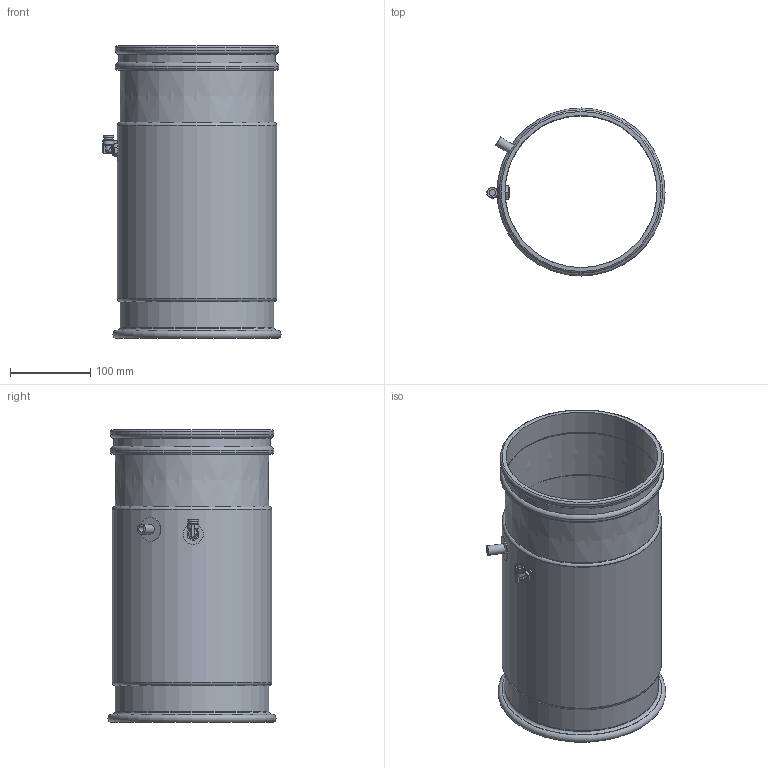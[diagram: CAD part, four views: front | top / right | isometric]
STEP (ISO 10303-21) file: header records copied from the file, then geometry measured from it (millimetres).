
FILE_DESCRIPTION(/* description */ (''),/* implementation_level */ '2;1');
FILE_NAME(/* name */ '200 Bulk Bag Loader v4.step',/* time_stamp */ '2024-04-29T08:25:55+12:00',/* author */ (''),/* organization */ (''),/* preprocessor_version */ 'ST-DEVELOPER v20',/* originating_system */ 'Autodesk Translation Framework v12.20.1.177',/* authorisation */ '');
FILE_SCHEMA (('AUTOMOTIVE_DESIGN { 1 0 10303 214 3 1 1 }'));
Length unit declared in the file: millimetre
Products named in the file (5): 200 Bulk Bag Loader; KQB2L08-02S_cMLMRa; KQB2L08-02S.step_KQB2 Male Elbow_08-02; M12 Washer; Pressure relief valve flange
Assembly tree (5 placements, depth 3):
  200 Bulk Bag Loader
    KQB2L08-02S_cMLMRa
      KQB2L08-02S.step_KQB2 Male Elbow_08-02
      M12 Washer  x2
    Pressure relief valve flange
Bounding box: 222.5 x 210 x 365.9 mm (x, y, z)
Volume: 781380.9 mm3; surface area: 1090682.8 mm2
Topology: 10 solids, 12 shells, 112 faces, 231 edges, 144 vertices
Faces by surface type: plane 43, cylinder 38, torus 20, cone 9, sphere 2
Full cylindrical faces by diameter (mm): 4 x1, 7.5 x1, 8.1 x3, 11 x1, 12 x2, 13.4 x2, 13.5 x3, 25 x2, 30 x1, 190 x3, 192 x2, 193.045 x1, 196.045 x1, 197.045 x1, 199.045 x1, 204 x4
Entity records: 3149 total; most frequent: CARTESIAN_POINT 574, DIRECTION 568, ORIENTED_EDGE 450, AXIS2_PLACEMENT_3D 236, EDGE_CURVE 225, VERTEX_POINT 140, EDGE_LOOP 131, CIRCLE 118
